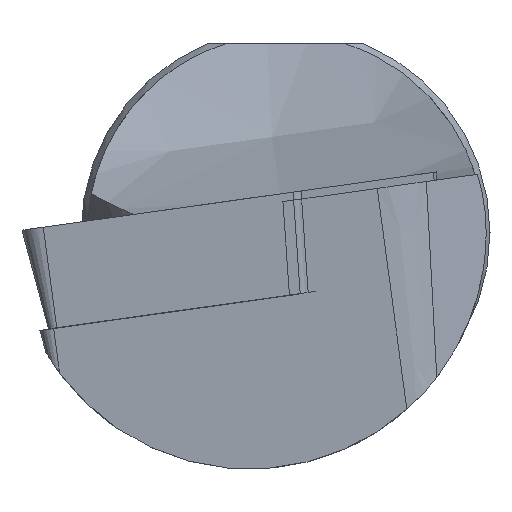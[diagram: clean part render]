
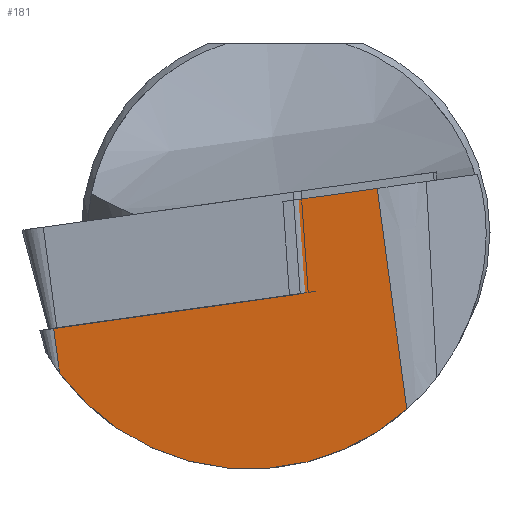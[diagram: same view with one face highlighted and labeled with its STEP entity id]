
A CAD part, left-side view. The second image highlights one B-rep face of the part: STEP entity #181.
In plain terms, the highlighted planar face has unit normal (-0.991, -0.068, -0.114).
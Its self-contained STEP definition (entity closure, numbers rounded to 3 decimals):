
#181=ADVANCED_FACE('',(#235),#217,.T.);
#217=PLANE('',#746);
#235=FACE_OUTER_BOUND('',#270,.T.);
#270=EDGE_LOOP('',(#321,#322,#323,#324,#325,#326));
#308=ELLIPSE('',#745,9.332,9.25);
#321=ORIENTED_EDGE('',*,*,#566,.F.);
#322=ORIENTED_EDGE('',*,*,#567,.F.);
#323=ORIENTED_EDGE('',*,*,#568,.F.);
#324=ORIENTED_EDGE('',*,*,#569,.T.);
#325=ORIENTED_EDGE('',*,*,#570,.T.);
#326=ORIENTED_EDGE('',*,*,#571,.T.);
#505=VERTEX_POINT('',#987);
#506=VERTEX_POINT('',#988);
#507=VERTEX_POINT('',#990);
#508=VERTEX_POINT('',#992);
#509=VERTEX_POINT('',#994);
#510=VERTEX_POINT('',#996);
#566=EDGE_CURVE('',#505,#506,#656,.T.);
#567=EDGE_CURVE('',#507,#505,#657,.T.);
#568=EDGE_CURVE('',#508,#507,#658,.T.);
#569=EDGE_CURVE('',#508,#509,#308,.T.);
#570=EDGE_CURVE('',#509,#510,#659,.T.);
#571=EDGE_CURVE('',#510,#506,#660,.T.);
#656=LINE('',#986,#700);
#657=LINE('',#989,#701);
#658=LINE('',#991,#702);
#659=LINE('',#995,#703);
#660=LINE('',#997,#704);
#700=VECTOR('',#815,1.);
#701=VECTOR('',#816,1.);
#702=VECTOR('',#817,1.);
#703=VECTOR('',#820,1.);
#704=VECTOR('',#821,1.);
#745=AXIS2_PLACEMENT_3D('',#993,#818,#819);
#746=AXIS2_PLACEMENT_3D('',#998,#822,#823);
#815=DIRECTION('',(-0.118,0.069,0.991));
#816=DIRECTION('',(0.052,-0.989,0.139));
#817=DIRECTION('',(-0.122,0.132,0.984));
#818=DIRECTION('',(-0.991,-0.068,-0.114));
#819=DIRECTION('',(0.132,-0.509,-0.851));
#820=DIRECTION('',(-0.122,0.132,0.984));
#821=DIRECTION('',(-0.052,0.989,-0.139));
#822=DIRECTION('',(-0.991,-0.068,-0.114));
#823=DIRECTION('',(-0.114,0.,0.994));
#986=CARTESIAN_POINT('',(0.698,0.082,0.912));
#987=CARTESIAN_POINT('',(1.1,-0.153,-2.457));
#988=CARTESIAN_POINT('',(0.662,0.103,1.213));
#989=CARTESIAN_POINT('',(0.616,9.075,-3.754));
#990=CARTESIAN_POINT('',(0.616,9.075,-3.754));
#991=CARTESIAN_POINT('',(0.129,9.602,0.181));
#992=CARTESIAN_POINT('',(0.831,8.842,-5.494));
#993=CARTESIAN_POINT('',(0.712,1.4,0.));
#994=CARTESIAN_POINT('',(1.925,-4.746,-6.913));
#995=CARTESIAN_POINT('',(0.819,-3.547,2.029));
#996=CARTESIAN_POINT('',(0.855,-3.587,1.732));
#997=CARTESIAN_POINT('',(0.663,0.075,1.217));
#998=CARTESIAN_POINT('',(0.129,9.602,0.181));
